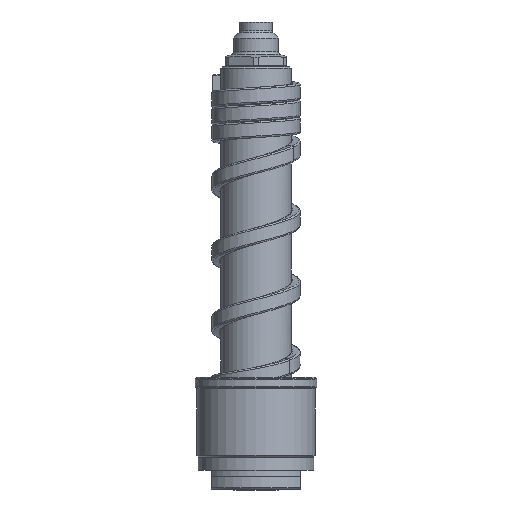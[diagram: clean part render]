
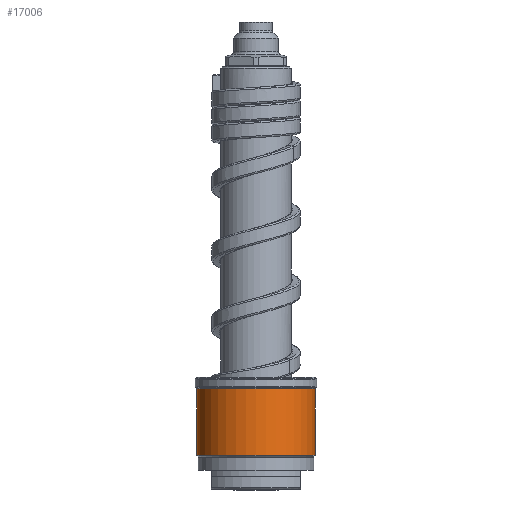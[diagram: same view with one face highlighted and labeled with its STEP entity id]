
A CAD part, front view. The second image highlights one B-rep face of the part: STEP entity #17006.
In plain terms, the highlighted cylindrical face has radius 18.5 mm (diameter 37 mm), a partial arc.
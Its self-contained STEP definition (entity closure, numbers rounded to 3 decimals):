
#6524=CARTESIAN_POINT('',(0.,0.,10.583));
#6525=DIRECTION('',(0.,0.,1.));
#6526=DIRECTION('',(-1.,0.,0.));
#6527=AXIS2_PLACEMENT_3D('',#6524,#6525,#6526);
#6529=DIRECTION('',(0.,0.,-1.));
#6530=VECTOR('',#6529,20.834);
#6531=CARTESIAN_POINT('',(-18.5,0.,31.417));
#6532=LINE('',#6531,#6530);
#6533=CARTESIAN_POINT('',(0.,0.,31.417));
#6534=DIRECTION('',(0.,0.,1.));
#6535=DIRECTION('',(-1.,0.,0.));
#6536=AXIS2_PLACEMENT_3D('',#6533,#6534,#6535);
#6538=DIRECTION('',(0.,0.,-1.));
#6539=VECTOR('',#6538,20.834);
#6540=CARTESIAN_POINT('',(18.5,0.,31.417));
#6541=LINE('',#6540,#6539);
#6866=CARTESIAN_POINT('',(18.5,0.,31.417));
#6867=CARTESIAN_POINT('',(-18.5,0.,31.417));
#6868=VERTEX_POINT('',#6866);
#6869=VERTEX_POINT('',#6867);
#6892=CARTESIAN_POINT('',(18.5,0.,10.583));
#6893=VERTEX_POINT('',#6892);
#6894=CARTESIAN_POINT('',(-18.5,0.,10.583));
#6895=VERTEX_POINT('',#6894);
#16994=CARTESIAN_POINT('',(0.,0.,8.75));
#16995=DIRECTION('',(0.,0.,1.));
#16996=DIRECTION('',(-1.,0.,0.));
#16997=AXIS2_PLACEMENT_3D('',#16994,#16995,#16996);
#16998=CYLINDRICAL_SURFACE('',#16997,18.5);
#16999=ORIENTED_EDGE('',*,*,#15223,.F.);
#17000=ORIENTED_EDGE('',*,*,#15204,.F.);
#17002=ORIENTED_EDGE('',*,*,#17001,.T.);
#17003=ORIENTED_EDGE('',*,*,#15200,.T.);
#17004=EDGE_LOOP('',(#16999,#17000,#17002,#17003));
#17005=FACE_OUTER_BOUND('',#17004,.F.);
#6528=CIRCLE('',#6527,18.5);
#6537=CIRCLE('',#6536,18.5);
#15200=EDGE_CURVE('',#6868,#6893,#6541,.T.);
#15204=EDGE_CURVE('',#6869,#6895,#6532,.T.);
#15223=EDGE_CURVE('',#6895,#6893,#6528,.T.);
#17001=EDGE_CURVE('',#6869,#6868,#6537,.T.);
#17006=ADVANCED_FACE('',(#17005),#16998,.T.);
